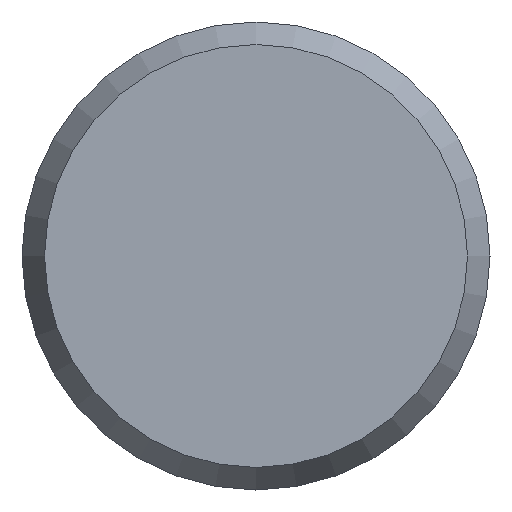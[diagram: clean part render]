
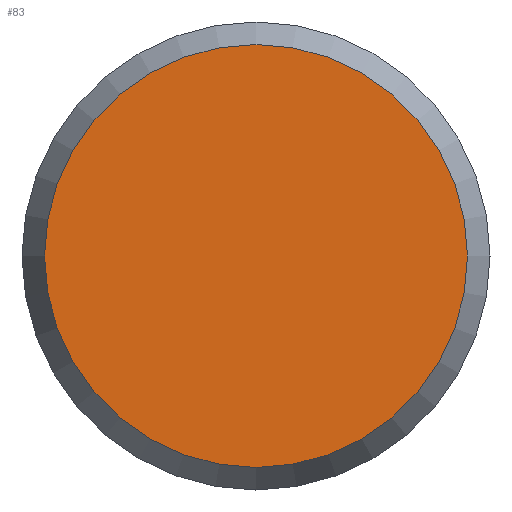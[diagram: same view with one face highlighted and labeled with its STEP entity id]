
A CAD part, left-side view. The second image highlights one B-rep face of the part: STEP entity #83.
In plain terms, the highlighted planar face has unit normal (-1, 0, 0).
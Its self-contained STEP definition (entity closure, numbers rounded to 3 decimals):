
#1 = VERTEX_POINT ( 'NONE', #233 ) ;
#4 = CARTESIAN_POINT ( 'NONE',  ( -15., 5.423, 0. ) ) ;
#23 = DIRECTION ( 'NONE',  ( -1., 0., 0. ) ) ;
#37 = CIRCLE ( 'NONE', #149, 5.423 ) ;
#68 = AXIS2_PLACEMENT_3D ( 'NONE', #4, #144, #266 ) ;
#69 = EDGE_LOOP ( 'NONE', ( #232 ) ) ;
#83 = ADVANCED_FACE ( 'NONE', ( #120 ), #221, .F. ) ;
#120 = FACE_OUTER_BOUND ( 'NONE', #69, .T. ) ;
#133 = EDGE_CURVE ( 'NONE', #1, #1, #37, .T. ) ;
#144 = DIRECTION ( 'NONE',  ( 1., 0., 0. ) ) ;
#149 = AXIS2_PLACEMENT_3D ( 'NONE', #219, #23, #200 ) ;
#200 = DIRECTION ( 'NONE',  ( 0., 0., 1. ) ) ;
#219 = CARTESIAN_POINT ( 'NONE',  ( -15., 0., 0. ) ) ;
#221 = PLANE ( 'NONE',  #68 ) ;
#232 = ORIENTED_EDGE ( 'NONE', *, *, #133, .T. ) ;
#233 = CARTESIAN_POINT ( 'NONE',  ( -15., 0., 5.423 ) ) ;
#266 = DIRECTION ( 'NONE',  ( 0., 0., -1. ) ) ;
